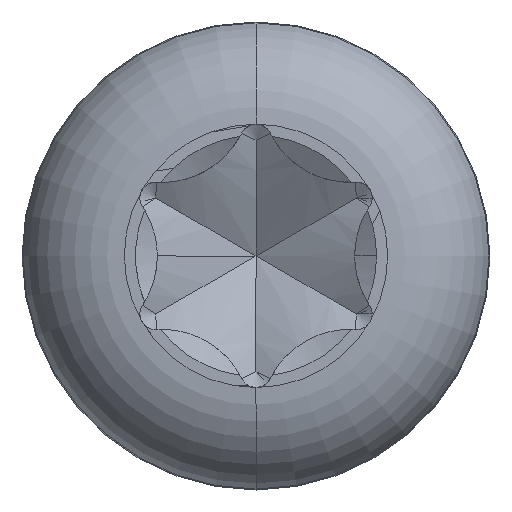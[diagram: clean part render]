
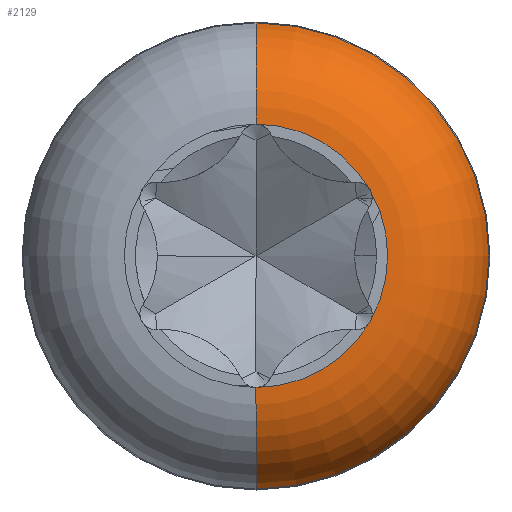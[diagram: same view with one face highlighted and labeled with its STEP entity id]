
A CAD part, top view. The second image highlights one B-rep face of the part: STEP entity #2129.
In plain terms, the highlighted toroidal (fillet/blend) face has major radius 1.194 mm and minor radius 0.947 mm.
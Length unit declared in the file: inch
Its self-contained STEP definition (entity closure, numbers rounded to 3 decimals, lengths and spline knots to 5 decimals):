
#54 = CARTESIAN_POINT ( 'NONE',  ( 0.0407, -0.0235, 0.562 ) ) ;
#82 = EDGE_CURVE ( 'NONE', #1070, #3431, #2563, .T. ) ;
#247 = EDGE_CURVE ( 'NONE', #8172, #3329, #4028, .T. ) ;
#270 = CIRCLE ( 'NONE', #3379, 0.047 ) ;
#276 = DIRECTION ( 'NONE',  ( 0., -1., 0. ) ) ;
#292 = CARTESIAN_POINT ( 'NONE',  ( 0., 0.047, 0.562 ) ) ;
#396 = EDGE_CURVE ( 'NONE', #1821, #2555, #2855, .T. ) ;
#581 = CARTESIAN_POINT ( 'NONE',  ( 0., -0.08317, 0.53368 ) ) ;
#767 = ORIENTED_EDGE ( 'NONE', *, *, #1455, .F. ) ;
#1044 = EDGE_CURVE ( 'NONE', #2555, #8172, #270, .T. ) ;
#1052 = EDGE_CURVE ( 'NONE', #3431, #3329, #3427, .T. ) ;
#1070 = VERTEX_POINT ( 'NONE', #581 ) ;
#1193 = DIRECTION ( 'NONE',  ( 0., -1., 0. ) ) ;
#1455 = EDGE_CURVE ( 'NONE', #1070, #1821, #5002, .T. ) ;
#1481 = CARTESIAN_POINT ( 'NONE',  ( 0.0407, 0.0235, 0.562 ) ) ;
#1821 = VERTEX_POINT ( 'NONE', #8082 ) ;
#1827 = CARTESIAN_POINT ( 'NONE',  ( 0., 0., 0.562 ) ) ;
#1975 = AXIS2_PLACEMENT_3D ( 'NONE', #6134, #2359, #6772 ) ;
#2059 = ORIENTED_EDGE ( 'NONE', *, *, #396, .F. ) ;
#2129 = ADVANCED_FACE ( 'NONE', ( #2924 ), #7739, .T. ) ;
#2359 = DIRECTION ( 'NONE',  ( -1., 0., 0. ) ) ;
#2465 = DIRECTION ( 'NONE',  ( 0., -1., 0. ) ) ;
#2555 = VERTEX_POINT ( 'NONE', #54 ) ;
#2563 = CIRCLE ( 'NONE', #5811, 0.08317 ) ;
#2855 = CIRCLE ( 'NONE', #4955, 0.047 ) ;
#2924 = FACE_OUTER_BOUND ( 'NONE', #5559, .T. ) ;
#3329 = VERTEX_POINT ( 'NONE', #292 ) ;
#3364 = AXIS2_PLACEMENT_3D ( 'NONE', #7500, #3722, #8149 ) ;
#3378 = DIRECTION ( 'NONE',  ( 0., 0., 1. ) ) ;
#3379 = AXIS2_PLACEMENT_3D ( 'NONE', #1827, #6238, #2465 ) ;
#3427 = CIRCLE ( 'NONE', #3364, 0.03726 ) ;
#3431 = VERTEX_POINT ( 'NONE', #6753 ) ;
#3446 = ORIENTED_EDGE ( 'NONE', *, *, #1052, .T. ) ;
#3449 = CARTESIAN_POINT ( 'NONE',  ( 0., 0., 0.53368 ) ) ;
#3722 = DIRECTION ( 'NONE',  ( 1., 0., 0. ) ) ;
#4028 = CIRCLE ( 'NONE', #5398, 0.047 ) ;
#4060 = DIRECTION ( 'NONE',  ( 0., 0., 1. ) ) ;
#4087 = DIRECTION ( 'NONE',  ( 0., -1., 0. ) ) ;
#4812 = DIRECTION ( 'NONE',  ( 0., 0., 1. ) ) ;
#4955 = AXIS2_PLACEMENT_3D ( 'NONE', #7154, #3378, #7801 ) ;
#4972 = CARTESIAN_POINT ( 'NONE',  ( 0., 0., 0.52474 ) ) ;
#5002 = CIRCLE ( 'NONE', #1975, 0.03726 ) ;
#5398 = AXIS2_PLACEMENT_3D ( 'NONE', #7837, #4060, #276 ) ;
#5559 = EDGE_LOOP ( 'NONE', ( #7001, #3446, #7765, #5604, #2059, #767 ) ) ;
#5604 = ORIENTED_EDGE ( 'NONE', *, *, #1044, .F. ) ;
#5811 = AXIS2_PLACEMENT_3D ( 'NONE', #3449, #7862, #4087 ) ;
#6134 = CARTESIAN_POINT ( 'NONE',  ( 0., -0.047, 0.52474 ) ) ;
#6238 = DIRECTION ( 'NONE',  ( 0., 0., 1. ) ) ;
#6429 = AXIS2_PLACEMENT_3D ( 'NONE', #4972, #4812, #1193 ) ;
#6753 = CARTESIAN_POINT ( 'NONE',  ( 0., 0.08317, 0.53368 ) ) ;
#6772 = DIRECTION ( 'NONE',  ( 0., 0., 1. ) ) ;
#7001 = ORIENTED_EDGE ( 'NONE', *, *, #82, .T. ) ;
#7154 = CARTESIAN_POINT ( 'NONE',  ( 0., 0., 0.562 ) ) ;
#7500 = CARTESIAN_POINT ( 'NONE',  ( 0., 0.047, 0.52474 ) ) ;
#7739 = TOROIDAL_SURFACE ( 'NONE', #6429, 0.047, 0.03726 ) ;
#7765 = ORIENTED_EDGE ( 'NONE', *, *, #247, .F. ) ;
#7801 = DIRECTION ( 'NONE',  ( 0., -1., 0. ) ) ;
#7837 = CARTESIAN_POINT ( 'NONE',  ( 0., 0., 0.562 ) ) ;
#7862 = DIRECTION ( 'NONE',  ( 0., 0., 1. ) ) ;
#8082 = CARTESIAN_POINT ( 'NONE',  ( 0., -0.047, 0.562 ) ) ;
#8149 = DIRECTION ( 'NONE',  ( 0., 1., 0. ) ) ;
#8172 = VERTEX_POINT ( 'NONE', #1481 ) ;
